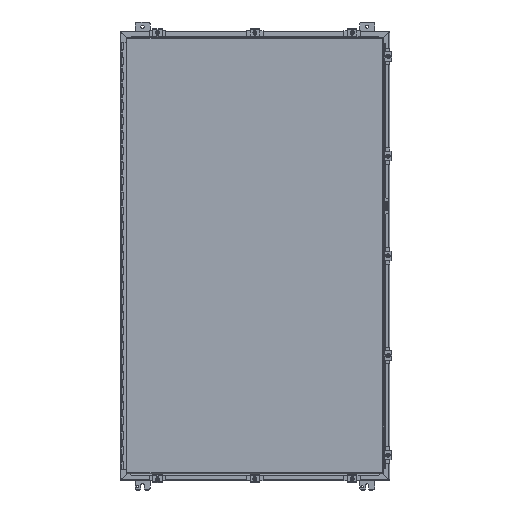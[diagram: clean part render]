
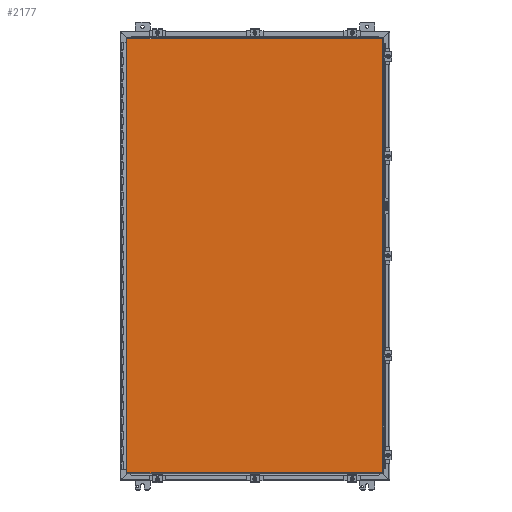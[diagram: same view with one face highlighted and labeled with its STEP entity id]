
A CAD part, top view. The second image highlights one B-rep face of the part: STEP entity #2177.
In plain terms, the highlighted face is planar.
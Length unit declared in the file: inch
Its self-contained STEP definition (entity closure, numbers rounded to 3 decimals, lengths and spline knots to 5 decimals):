
#887 = FACE_OUTER_BOUND ( 'NONE', #27045, .T. ) ;
#1449 = DIRECTION ( 'NONE',  ( -1., 0., 0. ) ) ;
#2177 = ADVANCED_FACE ( 'NONE', ( #887 ), #48374, .F. ) ;
#2258 = CARTESIAN_POINT ( 'NONE',  ( 17.08225, -28.9885, 0. ) ) ;
#12614 = DIRECTION ( 'NONE',  ( 0., 1., 0. ) ) ;
#12796 = CARTESIAN_POINT ( 'NONE',  ( -17.08225, -28.9885, 0. ) ) ;
#13484 = VERTEX_POINT ( 'NONE', #18963 ) ;
#14182 = VERTEX_POINT ( 'NONE', #15198 ) ;
#15198 = CARTESIAN_POINT ( 'NONE',  ( -17.08225, -28.9885, 0. ) ) ;
#15888 = VECTOR ( 'NONE', #31096, 39.37008 ) ;
#15989 = ORIENTED_EDGE ( 'NONE', *, *, #53693, .T. ) ;
#17690 = VECTOR ( 'NONE', #37976, 39.37008 ) ;
#17871 = ORIENTED_EDGE ( 'NONE', *, *, #48220, .T. ) ;
#18016 = VECTOR ( 'NONE', #12614, 39.37008 ) ;
#18963 = CARTESIAN_POINT ( 'NONE',  ( -17.08225, 28.9885, 0. ) ) ;
#21105 = CARTESIAN_POINT ( 'NONE',  ( 17.08225, 28.9885, 0. ) ) ;
#21780 = VERTEX_POINT ( 'NONE', #2258 ) ;
#23291 = LINE ( 'NONE', #55051, #35233 ) ;
#23409 = VERTEX_POINT ( 'NONE', #21105 ) ;
#25001 = DIRECTION ( 'NONE',  ( 1., 0., 0. ) ) ;
#25195 = DIRECTION ( 'NONE',  ( 0., 0., 1. ) ) ;
#25206 = CARTESIAN_POINT ( 'NONE',  ( 0., 0., 0. ) ) ;
#27045 = EDGE_LOOP ( 'NONE', ( #32073, #42681, #15989, #17871 ) ) ;
#27589 = AXIS2_PLACEMENT_3D ( 'NONE', #25206, #25195, #25001 ) ;
#29691 = LINE ( 'NONE', #38056, #17690 ) ;
#31096 = DIRECTION ( 'NONE',  ( 0., -1., 0. ) ) ;
#32073 = ORIENTED_EDGE ( 'NONE', *, *, #51326, .T. ) ;
#35233 = VECTOR ( 'NONE', #1449, 39.37008 ) ;
#36901 = EDGE_CURVE ( 'NONE', #13484, #23409, #29691, .T. ) ;
#37976 = DIRECTION ( 'NONE',  ( 1., 0., 0. ) ) ;
#38056 = CARTESIAN_POINT ( 'NONE',  ( -17.08225, 28.9885, 0. ) ) ;
#42681 = ORIENTED_EDGE ( 'NONE', *, *, #36901, .T. ) ;
#48220 = EDGE_CURVE ( 'NONE', #21780, #14182, #23291, .T. ) ;
#48374 = PLANE ( 'NONE',  #27589 ) ;
#51326 = EDGE_CURVE ( 'NONE', #14182, #13484, #52173, .T. ) ;
#52173 = LINE ( 'NONE', #12796, #18016 ) ;
#53693 = EDGE_CURVE ( 'NONE', #23409, #21780, #54890, .T. ) ;
#54890 = LINE ( 'NONE', #57651, #15888 ) ;
#55051 = CARTESIAN_POINT ( 'NONE',  ( 17.08225, -28.9885, 0. ) ) ;
#57651 = CARTESIAN_POINT ( 'NONE',  ( 17.08225, 28.9885, 0. ) ) ;
